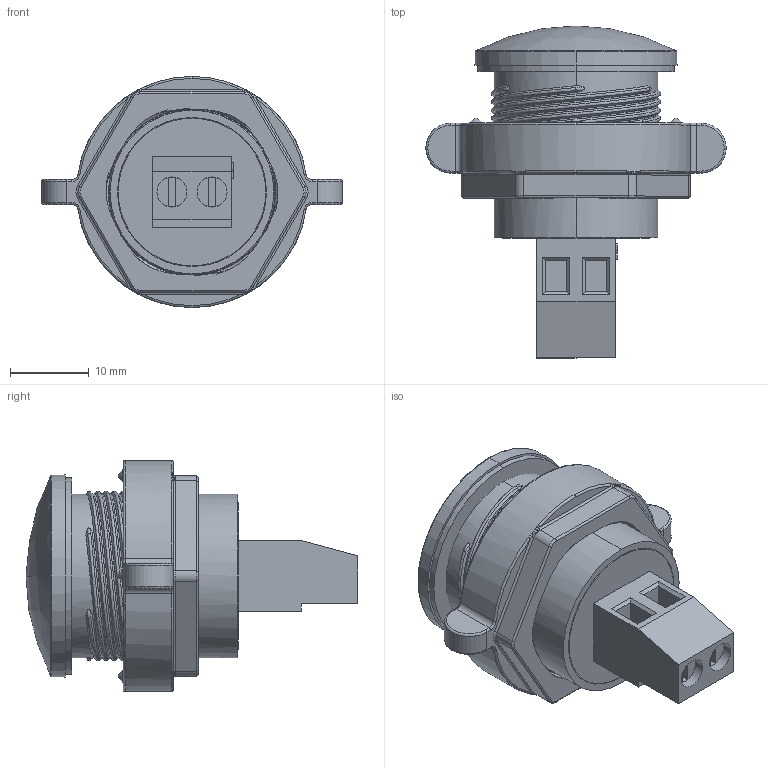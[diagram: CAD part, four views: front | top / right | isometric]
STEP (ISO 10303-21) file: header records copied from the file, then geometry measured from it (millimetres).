
FILE_DESCRIPTION (( 'STEP AP214' ), '1' );
FILE_NAME ('CNX722C_X00_XXB.STEP', '2019-05-15T18:31:54', ( 'user' ), ( 'Microsoft' ), 'SwSTEP 2.0', 'SolidWorks 2018', '' );
FILE_SCHEMA (( 'AUTOMOTIVE_DESIGN' ));
Length unit declared in the file: inch
Products named in the file (6): 20-1002 Terminal Block, Horizontal; 7XX POTTING; RTN 722 Rev000_No Logo; CLS 722 Rev000; 722 XXX Rev000; CNX722C_X00_XXB
Assembly tree (5 placements, depth 2):
  CNX722C_X00_XXB
    722 XXX Rev000
    CLS 722 Rev000
    RTN 722 Rev000_No Logo
    7XX POTTING
    20-1002 Terminal Block, Horizontal
Bounding box: 38.1 x 42.12 x 29.33 mm (x, y, z)
Volume: 8013.1 mm3; surface area: 8570.3 mm2
Topology: 5 solids, 5 shells, 363 faces, 872 edges, 533 vertices
Faces by surface type: cylinder 100, plane 95, bspline 72, torus 60, cone 32, sphere 4
Entity records: 18570 total; most frequent: CARTESIAN_POINT 10044, ORIENTED_EDGE 1744, DIRECTION 1511, EDGE_CURVE 872, AXIS2_PLACEMENT_3D 602, VERTEX_POINT 533, EDGE_LOOP 381, FACE_OUTER_BOUND 363
